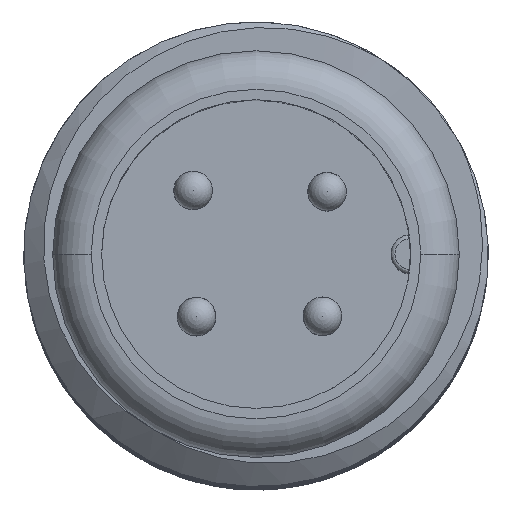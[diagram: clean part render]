
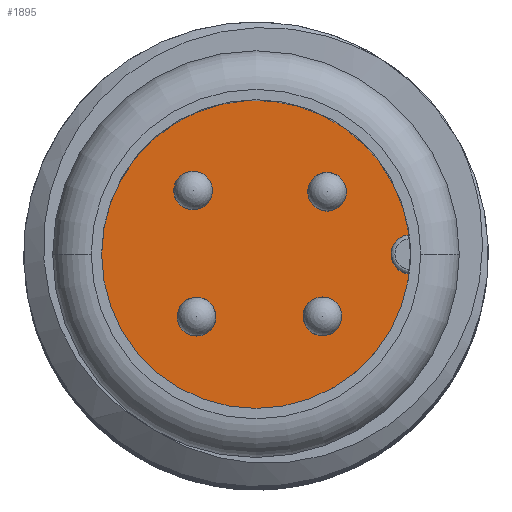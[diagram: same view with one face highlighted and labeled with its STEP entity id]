
A CAD part, top view. The second image highlights one B-rep face of the part: STEP entity #1895.
In plain terms, the highlighted planar face has unit normal (0, 0, 1).
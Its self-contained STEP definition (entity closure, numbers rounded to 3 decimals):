
#57 = DIRECTION ( 'NONE',  ( 0., 0., 1. ) ) ;
#168 = CARTESIAN_POINT ( 'NONE',  ( 0., 0., 6. ) ) ;
#314 = CARTESIAN_POINT ( 'NONE',  ( 3.969, 0.499, 6. ) ) ;
#1489 = EDGE_LOOP ( 'NONE', ( #3775, #11331, #12402, #5290 ) ) ;
#1895 = ADVANCED_FACE ( 'NONE', ( #10115 ), #10944, .T. ) ;
#2186 = CARTESIAN_POINT ( 'NONE',  ( -4., 0., 6. ) ) ;
#2535 = DIRECTION ( 'NONE',  ( 0., 0., 1. ) ) ;
#2958 = CARTESIAN_POINT ( 'NONE',  ( 3.969, -0.499, 6. ) ) ;
#3209 = EDGE_CURVE ( 'NONE', #11206, #9565, #6024, .T. ) ;
#3214 = DIRECTION ( 'NONE',  ( 0., 0., 1. ) ) ;
#3352 = CARTESIAN_POINT ( 'NONE',  ( 4., 0., 6. ) ) ;
#3535 = AXIS2_PLACEMENT_3D ( 'NONE', #168, #3214, #6149 ) ;
#3775 = ORIENTED_EDGE ( 'NONE', *, *, #3209, .T. ) ;
#3929 = CARTESIAN_POINT ( 'NONE',  ( 0., 0., 6. ) ) ;
#3986 = AXIS2_PLACEMENT_3D ( 'NONE', #6983, #5956, #6020 ) ;
#4005 = DIRECTION ( 'NONE',  ( 1., 0., 0. ) ) ;
#4017 = EDGE_CURVE ( 'NONE', #11206, #7852, #6274, .T. ) ;
#4166 = AXIS2_PLACEMENT_3D ( 'NONE', #8348, #2535, #11365 ) ;
#5290 = ORIENTED_EDGE ( 'NONE', *, *, #4017, .F. ) ;
#5327 = DIRECTION ( 'NONE',  ( 0., 0., 1. ) ) ;
#5335 = AXIS2_PLACEMENT_3D ( 'NONE', #3929, #57, #11859 ) ;
#5956 = DIRECTION ( 'NONE',  ( 0., 0., 1. ) ) ;
#6020 = DIRECTION ( 'NONE',  ( 1., 0., 0. ) ) ;
#6024 = CIRCLE ( 'NONE', #3986, 4. ) ;
#6149 = DIRECTION ( 'NONE',  ( 1., 0., 0. ) ) ;
#6274 = CIRCLE ( 'NONE', #12611, 0.5 ) ;
#6983 = CARTESIAN_POINT ( 'NONE',  ( 0., 0., 6. ) ) ;
#7592 = CARTESIAN_POINT ( 'NONE',  ( 3.5, 0., 6. ) ) ;
#7852 = VERTEX_POINT ( 'NONE', #7592 ) ;
#8348 = CARTESIAN_POINT ( 'NONE',  ( 4., 0., 6. ) ) ;
#8436 = CIRCLE ( 'NONE', #4166, 0.5 ) ;
#9290 = EDGE_CURVE ( 'NONE', #9565, #9932, #11268, .T. ) ;
#9565 = VERTEX_POINT ( 'NONE', #2186 ) ;
#9932 = VERTEX_POINT ( 'NONE', #2958 ) ;
#10115 = FACE_OUTER_BOUND ( 'NONE', #1489, .T. ) ;
#10944 = PLANE ( 'NONE',  #3535 ) ;
#11206 = VERTEX_POINT ( 'NONE', #314 ) ;
#11268 = CIRCLE ( 'NONE', #5335, 4. ) ;
#11331 = ORIENTED_EDGE ( 'NONE', *, *, #9290, .T. ) ;
#11365 = DIRECTION ( 'NONE',  ( 1., 0., 0. ) ) ;
#11657 = EDGE_CURVE ( 'NONE', #7852, #9932, #8436, .T. ) ;
#11859 = DIRECTION ( 'NONE',  ( 1., 0., 0. ) ) ;
#12402 = ORIENTED_EDGE ( 'NONE', *, *, #11657, .F. ) ;
#12611 = AXIS2_PLACEMENT_3D ( 'NONE', #3352, #5327, #4005 ) ;
